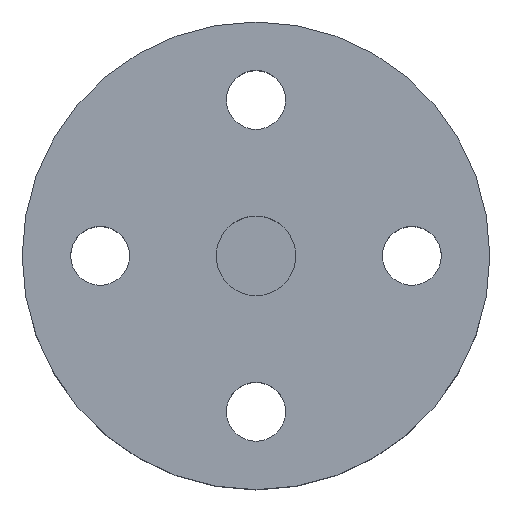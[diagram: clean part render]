
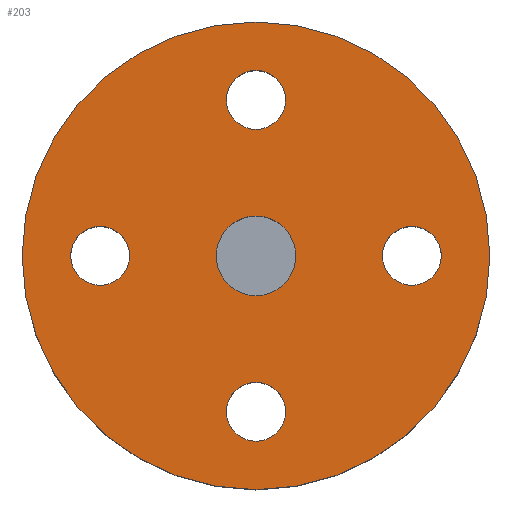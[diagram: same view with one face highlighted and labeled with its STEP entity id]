
A CAD part, top view. The second image highlights one B-rep face of the part: STEP entity #203.
In plain terms, the highlighted planar face has unit normal (0, 0, 1).
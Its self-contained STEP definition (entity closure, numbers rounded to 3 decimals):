
#2 = CARTESIAN_POINT ( 'NONE',  ( -9., 0., 0. ) ) ;
#14 = DIRECTION ( 'NONE',  ( 1., 0., 0. ) ) ;
#15 = EDGE_CURVE ( 'NONE', #612, #42, #561, .T. ) ;
#24 = CARTESIAN_POINT ( 'NONE',  ( 0., 0., 0. ) ) ;
#29 = AXIS2_PLACEMENT_3D ( 'NONE', #304, #781, #555 ) ;
#33 = AXIS2_PLACEMENT_3D ( 'NONE', #97, #698, #514 ) ;
#40 = ORIENTED_EDGE ( 'NONE', *, *, #382, .T. ) ;
#42 = VERTEX_POINT ( 'NONE', #169 ) ;
#63 = EDGE_LOOP ( 'NONE', ( #654, #599 ) ) ;
#77 = CIRCLE ( 'NONE', #176, 1.7 ) ;
#84 = DIRECTION ( 'NONE',  ( 0., 0., -1. ) ) ;
#88 = CIRCLE ( 'NONE', #696, 1.7 ) ;
#89 = CIRCLE ( 'NONE', #306, 1.7 ) ;
#97 = CARTESIAN_POINT ( 'NONE',  ( 9., 0., 0. ) ) ;
#101 = AXIS2_PLACEMENT_3D ( 'NONE', #2, #617, #235 ) ;
#107 = ORIENTED_EDGE ( 'NONE', *, *, #669, .T. ) ;
#123 = DIRECTION ( 'NONE',  ( 0., 0., -1. ) ) ;
#136 = EDGE_CURVE ( 'NONE', #694, #337, #88, .T. ) ;
#144 = FACE_BOUND ( 'NONE', #394, .T. ) ;
#148 = VERTEX_POINT ( 'NONE', #604 ) ;
#149 = EDGE_CURVE ( 'NONE', #337, #694, #451, .T. ) ;
#151 = CARTESIAN_POINT ( 'NONE',  ( -13.5, 0., 0. ) ) ;
#157 = EDGE_CURVE ( 'NONE', #148, #269, #662, .T. ) ;
#160 = ORIENTED_EDGE ( 'NONE', *, *, #462, .T. ) ;
#164 = AXIS2_PLACEMENT_3D ( 'NONE', #24, #199, #443 ) ;
#169 = CARTESIAN_POINT ( 'NONE',  ( 10.7, 0., 0. ) ) ;
#176 = AXIS2_PLACEMENT_3D ( 'NONE', #568, #84, #377 ) ;
#188 = FACE_OUTER_BOUND ( 'NONE', #765, .T. ) ;
#193 = EDGE_CURVE ( 'NONE', #775, #295, #77, .T. ) ;
#197 = CIRCLE ( 'NONE', #33, 1.7 ) ;
#199 = DIRECTION ( 'NONE',  ( 0., 0., -1. ) ) ;
#203 = ADVANCED_FACE ( 'NONE', ( #320, #188, #430, #144, #255, #734 ), #574, .F. ) ;
#217 = VERTEX_POINT ( 'NONE', #635 ) ;
#223 = CARTESIAN_POINT ( 'NONE',  ( -1.7, 9., 0. ) ) ;
#227 = ORIENTED_EDGE ( 'NONE', *, *, #317, .T. ) ;
#228 = CARTESIAN_POINT ( 'NONE',  ( 0., 0., 0. ) ) ;
#235 = DIRECTION ( 'NONE',  ( 1., 0., 0. ) ) ;
#244 = DIRECTION ( 'NONE',  ( 0., 0., -1. ) ) ;
#249 = AXIS2_PLACEMENT_3D ( 'NONE', #228, #123, #554 ) ;
#252 = CARTESIAN_POINT ( 'NONE',  ( -1.7, -9., 0. ) ) ;
#254 = DIRECTION ( 'NONE',  ( 0., 0., -1. ) ) ;
#255 = FACE_BOUND ( 'NONE', #63, .T. ) ;
#256 = CARTESIAN_POINT ( 'NONE',  ( 0., 0., 0. ) ) ;
#264 = CARTESIAN_POINT ( 'NONE',  ( 1.7, 9., 0. ) ) ;
#269 = VERTEX_POINT ( 'NONE', #433 ) ;
#275 = AXIS2_PLACEMENT_3D ( 'NONE', #646, #405, #449 ) ;
#278 = CARTESIAN_POINT ( 'NONE',  ( 9., 0., 0. ) ) ;
#290 = AXIS2_PLACEMENT_3D ( 'NONE', #278, #771, #525 ) ;
#295 = VERTEX_POINT ( 'NONE', #252 ) ;
#298 = ORIENTED_EDGE ( 'NONE', *, *, #193, .T. ) ;
#304 = CARTESIAN_POINT ( 'NONE',  ( 0., 9., 0. ) ) ;
#306 = AXIS2_PLACEMENT_3D ( 'NONE', #572, #636, #328 ) ;
#312 = CARTESIAN_POINT ( 'NONE',  ( 0., 9., 0. ) ) ;
#317 = EDGE_CURVE ( 'NONE', #779, #715, #379, .T. ) ;
#320 = FACE_BOUND ( 'NONE', #764, .T. ) ;
#325 = EDGE_CURVE ( 'NONE', #295, #775, #89, .T. ) ;
#328 = DIRECTION ( 'NONE',  ( 1., 0., 0. ) ) ;
#337 = VERTEX_POINT ( 'NONE', #264 ) ;
#344 = CIRCLE ( 'NONE', #275, 13.5 ) ;
#367 = CIRCLE ( 'NONE', #615, 1.7 ) ;
#370 = CARTESIAN_POINT ( 'NONE',  ( 7.3, 0., 0. ) ) ;
#376 = CARTESIAN_POINT ( 'NONE',  ( 0., 0., 0. ) ) ;
#377 = DIRECTION ( 'NONE',  ( 1., 0., 0. ) ) ;
#379 = CIRCLE ( 'NONE', #505, 13.5 ) ;
#382 = EDGE_CURVE ( 'NONE', #715, #779, #344, .T. ) ;
#394 = EDGE_LOOP ( 'NONE', ( #298, #624 ) ) ;
#405 = DIRECTION ( 'NONE',  ( 0., 0., 1. ) ) ;
#430 = FACE_BOUND ( 'NONE', #547, .T. ) ;
#433 = CARTESIAN_POINT ( 'NONE',  ( -7.3, 0., 0. ) ) ;
#443 = DIRECTION ( 'NONE',  ( 1., 0., 0. ) ) ;
#447 = ORIENTED_EDGE ( 'NONE', *, *, #149, .T. ) ;
#449 = DIRECTION ( 'NONE',  ( 1., 0., 0. ) ) ;
#451 = CIRCLE ( 'NONE', #29, 1.7 ) ;
#462 = EDGE_CURVE ( 'NONE', #543, #217, #732, .T. ) ;
#475 = DIRECTION ( 'NONE',  ( 0., 0., -1. ) ) ;
#490 = EDGE_CURVE ( 'NONE', #269, #148, #367, .T. ) ;
#493 = DIRECTION ( 'NONE',  ( -1., 0., 0. ) ) ;
#501 = DIRECTION ( 'NONE',  ( 0., 0., 1. ) ) ;
#505 = AXIS2_PLACEMENT_3D ( 'NONE', #256, #501, #741 ) ;
#507 = ORIENTED_EDGE ( 'NONE', *, *, #528, .T. ) ;
#514 = DIRECTION ( 'NONE',  ( 1., 0., 0. ) ) ;
#522 = CARTESIAN_POINT ( 'NONE',  ( 1.7, -9., 0. ) ) ;
#525 = DIRECTION ( 'NONE',  ( 1., 0., 0. ) ) ;
#528 = EDGE_CURVE ( 'NONE', #217, #543, #578, .T. ) ;
#541 = CARTESIAN_POINT ( 'NONE',  ( -9., 0., 0. ) ) ;
#543 = VERTEX_POINT ( 'NONE', #733 ) ;
#547 = EDGE_LOOP ( 'NONE', ( #160, #507 ) ) ;
#554 = DIRECTION ( 'NONE',  ( -1., 0., 0. ) ) ;
#555 = DIRECTION ( 'NONE',  ( 1., 0., 0. ) ) ;
#561 = CIRCLE ( 'NONE', #290, 1.7 ) ;
#568 = CARTESIAN_POINT ( 'NONE',  ( 0., -9., 0. ) ) ;
#572 = CARTESIAN_POINT ( 'NONE',  ( 0., -9., 0. ) ) ;
#574 = PLANE ( 'NONE',  #164 ) ;
#578 = CIRCLE ( 'NONE', #674, 2.3 ) ;
#587 = ORIENTED_EDGE ( 'NONE', *, *, #136, .T. ) ;
#599 = ORIENTED_EDGE ( 'NONE', *, *, #157, .T. ) ;
#604 = CARTESIAN_POINT ( 'NONE',  ( -10.7, 0., 0. ) ) ;
#612 = VERTEX_POINT ( 'NONE', #370 ) ;
#615 = AXIS2_PLACEMENT_3D ( 'NONE', #541, #475, #671 ) ;
#617 = DIRECTION ( 'NONE',  ( 0., 0., -1. ) ) ;
#624 = ORIENTED_EDGE ( 'NONE', *, *, #325, .T. ) ;
#635 = CARTESIAN_POINT ( 'NONE',  ( 2.3, 0., 0. ) ) ;
#636 = DIRECTION ( 'NONE',  ( 0., 0., -1. ) ) ;
#646 = CARTESIAN_POINT ( 'NONE',  ( 0., 0., 0. ) ) ;
#654 = ORIENTED_EDGE ( 'NONE', *, *, #490, .T. ) ;
#662 = CIRCLE ( 'NONE', #101, 1.7 ) ;
#669 = EDGE_CURVE ( 'NONE', #42, #612, #197, .T. ) ;
#671 = DIRECTION ( 'NONE',  ( 1., 0., 0. ) ) ;
#674 = AXIS2_PLACEMENT_3D ( 'NONE', #376, #254, #493 ) ;
#694 = VERTEX_POINT ( 'NONE', #223 ) ;
#696 = AXIS2_PLACEMENT_3D ( 'NONE', #312, #244, #14 ) ;
#698 = DIRECTION ( 'NONE',  ( 0., 0., -1. ) ) ;
#702 = CARTESIAN_POINT ( 'NONE',  ( 13.5, 0., 0. ) ) ;
#707 = ORIENTED_EDGE ( 'NONE', *, *, #15, .T. ) ;
#715 = VERTEX_POINT ( 'NONE', #151 ) ;
#732 = CIRCLE ( 'NONE', #249, 2.3 ) ;
#733 = CARTESIAN_POINT ( 'NONE',  ( -2.3, 0., 0. ) ) ;
#734 = FACE_BOUND ( 'NONE', #762, .T. ) ;
#741 = DIRECTION ( 'NONE',  ( 1., 0., 0. ) ) ;
#762 = EDGE_LOOP ( 'NONE', ( #447, #587 ) ) ;
#764 = EDGE_LOOP ( 'NONE', ( #107, #707 ) ) ;
#765 = EDGE_LOOP ( 'NONE', ( #40, #227 ) ) ;
#771 = DIRECTION ( 'NONE',  ( 0., 0., -1. ) ) ;
#775 = VERTEX_POINT ( 'NONE', #522 ) ;
#779 = VERTEX_POINT ( 'NONE', #702 ) ;
#781 = DIRECTION ( 'NONE',  ( 0., 0., -1. ) ) ;
